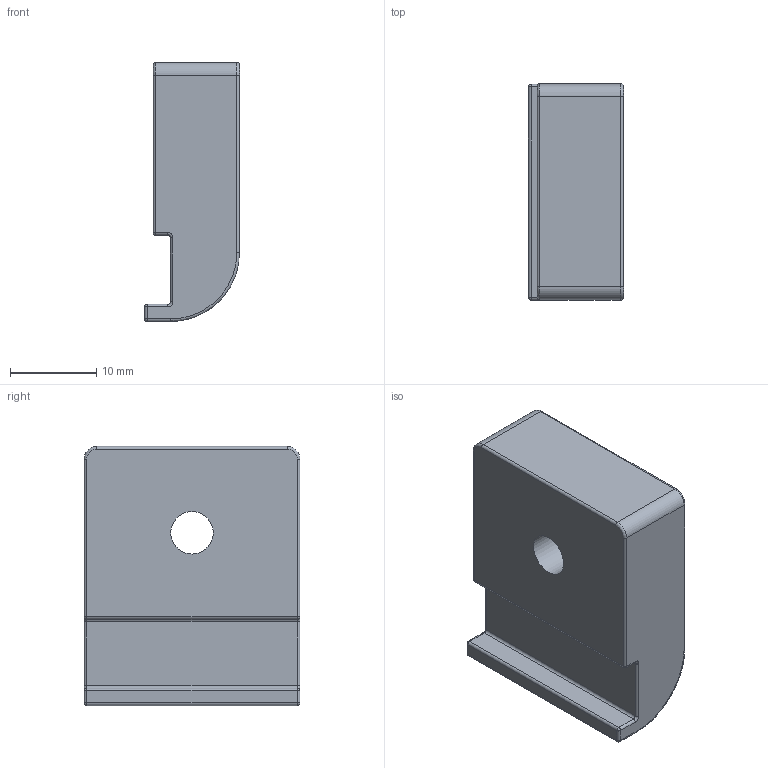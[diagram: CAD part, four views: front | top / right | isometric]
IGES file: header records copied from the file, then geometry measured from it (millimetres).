
Global section: file name: 623025.stp.ipt; native system: Autodesk Inventor 2014; preprocessor: unknown; author: zeman; date: 20151020.100103; units: millimetre
Bounding box: 11 x 25 x 30 mm (x, y, z)
Volume: 6602.9 mm3; surface area: 2669.5 mm2
Topology: 1 solids, 1 shells, 51 faces, 116 edges, 61 vertices
Faces by surface type: cylinder 22, revolution 13, plane 10, sphere 6
